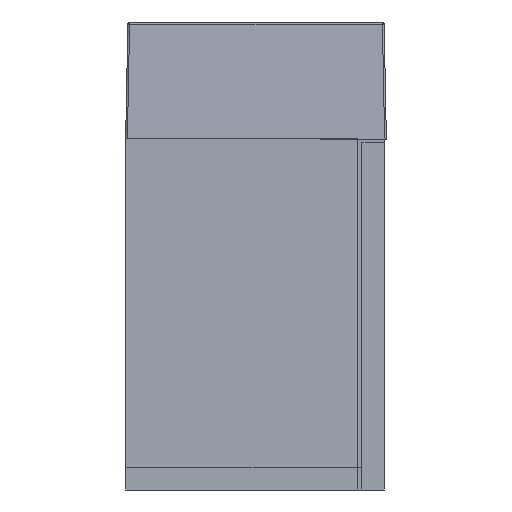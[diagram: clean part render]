
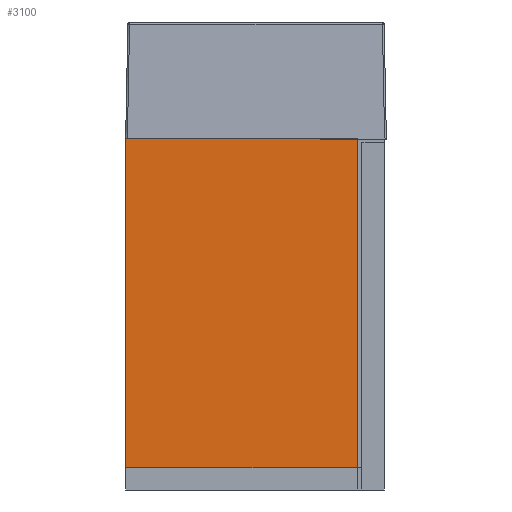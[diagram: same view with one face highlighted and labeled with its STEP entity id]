
A CAD part, left-side view. The second image highlights one B-rep face of the part: STEP entity #3100.
In plain terms, the highlighted planar face has unit normal (-1, 0, 0).
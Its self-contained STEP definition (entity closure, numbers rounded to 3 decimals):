
#348=LINE('',#12290,#622);
#352=LINE('',#12298,#626);
#355=LINE('',#12304,#629);
#358=LINE('',#12309,#632);
#622=VECTOR('',#4107,1.);
#626=VECTOR('',#4113,1.);
#629=VECTOR('',#4118,1.);
#632=VECTOR('',#4123,1.);
#970=FACE_OUTER_BOUND('',#1168,.T.);
#1168=EDGE_LOOP('',(#2767,#2768,#2769,#2770));
#1483=VERTEX_POINT('',#12288);
#1484=VERTEX_POINT('',#12289);
#1487=VERTEX_POINT('',#12297);
#1489=VERTEX_POINT('',#12303);
#1909=EDGE_CURVE('',#1483,#1484,#348,.T.);
#1913=EDGE_CURVE('',#1487,#1483,#352,.T.);
#1916=EDGE_CURVE('',#1489,#1487,#355,.T.);
#1919=EDGE_CURVE('',#1484,#1489,#358,.T.);
#2767=ORIENTED_EDGE('',*,*,#1919,.F.);
#2768=ORIENTED_EDGE('',*,*,#1909,.F.);
#2769=ORIENTED_EDGE('',*,*,#1913,.F.);
#2770=ORIENTED_EDGE('',*,*,#1916,.F.);
#2913=PLANE('',#3397);
#3100=ADVANCED_FACE('',(#970),#2913,.F.);
#3397=AXIS2_PLACEMENT_3D('',#12312,#4127,#4128);
#4107=DIRECTION('',(0.,0.,-1.));
#4113=DIRECTION('',(0.,-1.,0.));
#4118=DIRECTION('',(0.,0.,1.));
#4123=DIRECTION('',(0.,1.,0.));
#4127=DIRECTION('center_axis',(1.,0.,0.));
#4128=DIRECTION('ref_axis',(0.,0.,-1.));
#12288=CARTESIAN_POINT('',(0.,-198.,300.));
#12289=CARTESIAN_POINT('',(0.,-198.,19.));
#12290=CARTESIAN_POINT('',(0.,-198.,300.));
#12297=CARTESIAN_POINT('',(0.,0.,300.));
#12298=CARTESIAN_POINT('',(0.,0.,300.));
#12303=CARTESIAN_POINT('',(0.,0.,19.));
#12304=CARTESIAN_POINT('',(0.,0.,19.));
#12309=CARTESIAN_POINT('',(0.,-198.,19.));
#12312=CARTESIAN_POINT('Origin',(0.,-99.,159.5));
